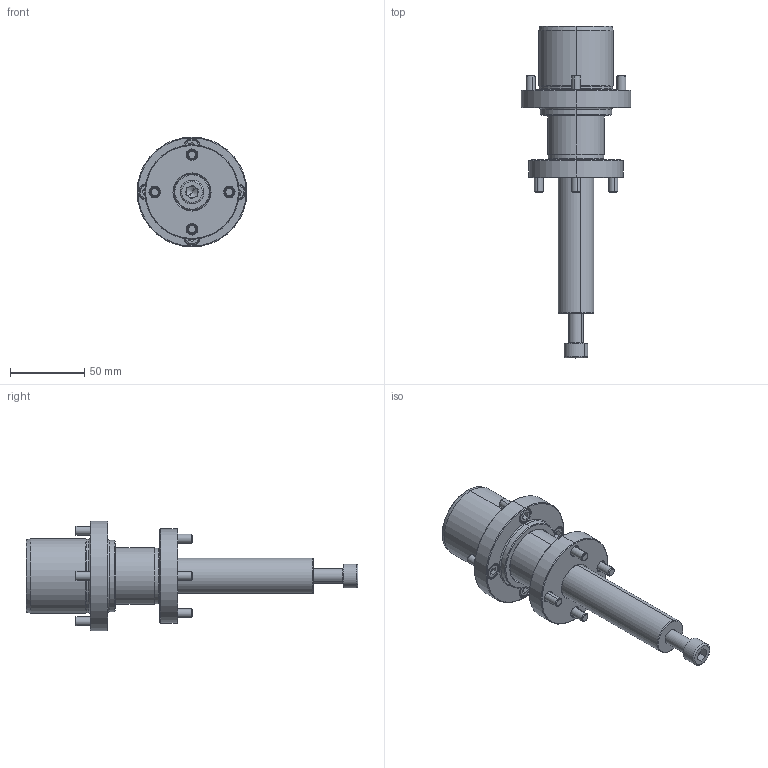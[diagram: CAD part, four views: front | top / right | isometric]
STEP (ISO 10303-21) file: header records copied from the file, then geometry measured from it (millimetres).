
FILE_DESCRIPTION (( 'STEP AP214' ), '1' );
FILE_NAME ('DE243648.STEP', '2017-08-21T12:46:30', ( '' ), ( '' ), 'SwSTEP 2.0', 'SolidWorks 2017', '' );
FILE_SCHEMA (( 'AUTOMOTIVE_DESIGN' ));
Length unit declared in the file: millimetre
Products named in the file (13): 3IMAN3X1,5_GRANDE; 1DIN9121040_DIN 912 M10 x 40 --- 40C; 8DE243648-E; 1MUELLE06; 9DE243648-SE; DE243648; 1DIN912616_DIN 912 M6 x 16 --- 16C; 9DE243648-CE; 9DE243648; 8DE243648-SE; 1BOLAØ2,3; 1CASQPULS-6L; 9DE243648-CI_final
Assembly tree (27 placements, depth 3):
  DE243648
    9DE243648
      9DE243648-CI_final
      9DE243648-CE
      8DE243648-E
    1BOLAØ2,3  x6
    1CASQPULS-6L
    1MUELLE06
    9DE243648-SE  x4
      8DE243648-SE
      3IMAN3X1,5_GRANDE
    1DIN9121040_DIN 912 M10 x 40 --- 40C
    1DIN912616_DIN 912 M6 x 16 --- 16C  x8
Bounding box: 73.8 x 223 x 73.8 mm (x, y, z)
Volume: 219294.5 mm3; surface area: 74472.1 mm2
Topology: 28 solids, 28 shells, 892 faces, 2003 edges, 1143 vertices
Faces by surface type: cylinder 228, plane 218, torus 161, cone 159, sphere 76, bspline 50
Entity records: 19776 total; most frequent: CARTESIAN_POINT 5222, DIRECTION 2591, ORIENTED_EDGE 2318, EDGE_CURVE 1159, AXIS2_PLACEMENT_3D 1121, VERTEX_POINT 682, CIRCLE 611, EDGE_LOOP 557
